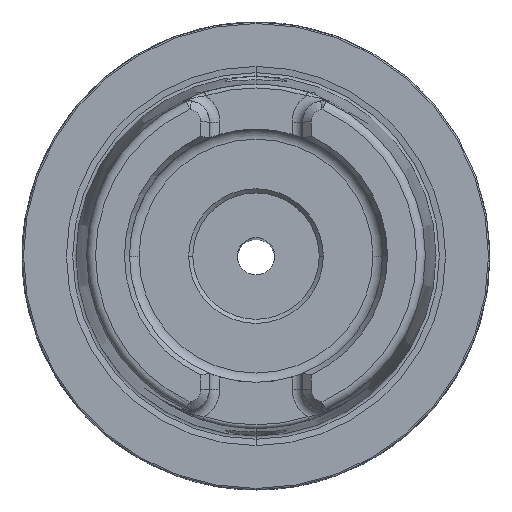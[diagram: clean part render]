
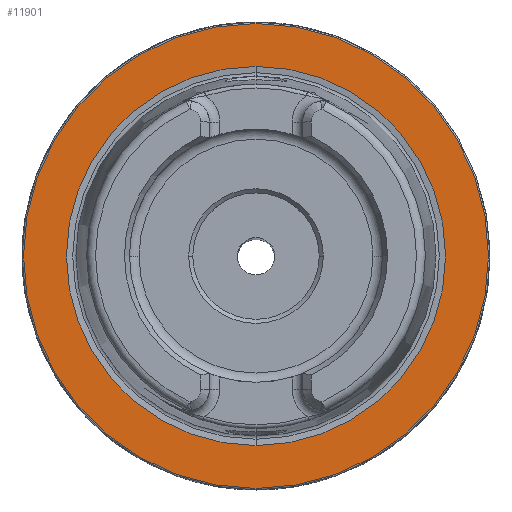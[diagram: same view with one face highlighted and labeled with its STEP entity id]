
A CAD part, top view. The second image highlights one B-rep face of the part: STEP entity #11901.
In plain terms, the highlighted planar face has unit normal (0, 0, 1).
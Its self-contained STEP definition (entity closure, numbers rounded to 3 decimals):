
#158 = DIRECTION ( 'NONE',  ( 0., 0., -1. ) ) ;
#331 = EDGE_LOOP ( 'NONE', ( #8776, #2753 ) ) ;
#1152 = FACE_BOUND ( 'NONE', #6157, .T. ) ;
#1163 = CARTESIAN_POINT ( 'NONE',  ( 0., 0., 0. ) ) ;
#1251 = AXIS2_PLACEMENT_3D ( 'NONE', #7229, #1539, #8164 ) ;
#1539 = DIRECTION ( 'NONE',  ( 0., 0., 1. ) ) ;
#1585 = EDGE_CURVE ( 'NONE', #5159, #4033, #8501, .T. ) ;
#2174 = CARTESIAN_POINT ( 'NONE',  ( 0., -31.27, 0. ) ) ;
#2255 = AXIS2_PLACEMENT_3D ( 'NONE', #3602, #3561, #3554 ) ;
#2753 = ORIENTED_EDGE ( 'NONE', *, *, #4397, .T. ) ;
#3075 = EDGE_CURVE ( 'NONE', #4033, #5159, #5871, .T. ) ;
#3443 = VERTEX_POINT ( 'NONE', #12103 ) ;
#3473 = EDGE_CURVE ( 'NONE', #7902, #3443, #4906, .T. ) ;
#3554 = DIRECTION ( 'NONE',  ( 0., -1., 0. ) ) ;
#3561 = DIRECTION ( 'NONE',  ( 0., 0., 1. ) ) ;
#3602 = CARTESIAN_POINT ( 'NONE',  ( 0., 0., 0. ) ) ;
#3692 = CIRCLE ( 'NONE', #2255, 31.27 ) ;
#3966 = DIRECTION ( 'NONE',  ( 0., 1., 0. ) ) ;
#4033 = VERTEX_POINT ( 'NONE', #11488 ) ;
#4089 = AXIS2_PLACEMENT_3D ( 'NONE', #10157, #10113, #10109 ) ;
#4397 = EDGE_CURVE ( 'NONE', #3443, #7902, #3692, .T. ) ;
#4651 = DIRECTION ( 'NONE',  ( 0., 0., -1. ) ) ;
#4906 = CIRCLE ( 'NONE', #4089, 31.27 ) ;
#5159 = VERTEX_POINT ( 'NONE', #10725 ) ;
#5395 = ORIENTED_EDGE ( 'NONE', *, *, #3075, .T. ) ;
#5413 = AXIS2_PLACEMENT_3D ( 'NONE', #1163, #4651, #5480 ) ;
#5480 = DIRECTION ( 'NONE',  ( 0., 1., 0. ) ) ;
#5871 = CIRCLE ( 'NONE', #5413, 25.5 ) ;
#5892 = CARTESIAN_POINT ( 'NONE',  ( 0., 0., 0. ) ) ;
#6157 = EDGE_LOOP ( 'NONE', ( #5395, #8446 ) ) ;
#7229 = CARTESIAN_POINT ( 'NONE',  ( 0., 31.47, 0. ) ) ;
#7902 = VERTEX_POINT ( 'NONE', #2174 ) ;
#8164 = DIRECTION ( 'NONE',  ( 0., -1., 0. ) ) ;
#8446 = ORIENTED_EDGE ( 'NONE', *, *, #1585, .T. ) ;
#8456 = FACE_OUTER_BOUND ( 'NONE', #331, .T. ) ;
#8501 = CIRCLE ( 'NONE', #8671, 25.5 ) ;
#8671 = AXIS2_PLACEMENT_3D ( 'NONE', #5892, #158, #3966 ) ;
#8776 = ORIENTED_EDGE ( 'NONE', *, *, #3473, .T. ) ;
#9914 = PLANE ( 'NONE',  #1251 ) ;
#10109 = DIRECTION ( 'NONE',  ( 0., -1., 0. ) ) ;
#10113 = DIRECTION ( 'NONE',  ( 0., 0., 1. ) ) ;
#10157 = CARTESIAN_POINT ( 'NONE',  ( 0., 0., 0. ) ) ;
#10725 = CARTESIAN_POINT ( 'NONE',  ( 0., 25.5, 0. ) ) ;
#11488 = CARTESIAN_POINT ( 'NONE',  ( 0., -25.5, 0. ) ) ;
#11901 = ADVANCED_FACE ( 'NONE', ( #8456, #1152 ), #9914, .T. ) ;
#12103 = CARTESIAN_POINT ( 'NONE',  ( 0., 31.27, 0. ) ) ;
